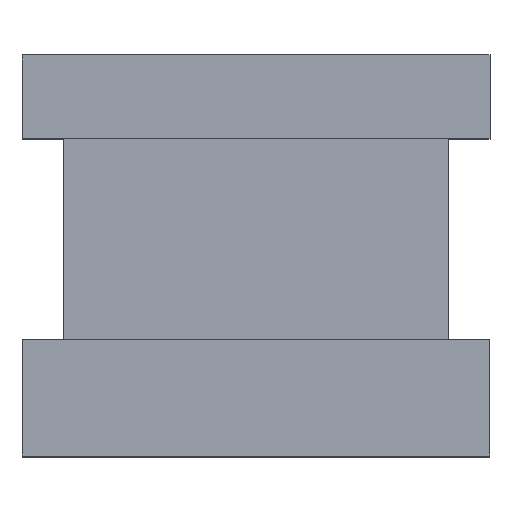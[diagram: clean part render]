
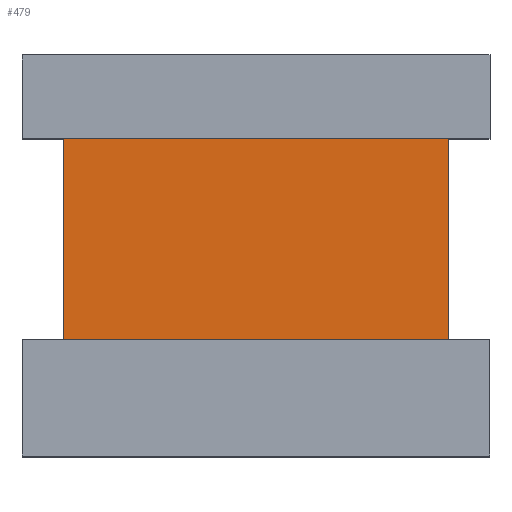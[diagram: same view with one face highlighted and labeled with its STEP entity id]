
A CAD part, top view. The second image highlights one B-rep face of the part: STEP entity #479.
In plain terms, the highlighted planar face has unit normal (0, 0, 1).
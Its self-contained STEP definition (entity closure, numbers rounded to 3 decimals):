
#58 = VERTEX_POINT ( 'NONE', #231 ) ;
#97 = ORIENTED_EDGE ( 'NONE', *, *, #475, .T. ) ;
#99 = ORIENTED_EDGE ( 'NONE', *, *, #424, .T. ) ;
#100 = ORIENTED_EDGE ( 'NONE', *, *, #411, .T. ) ;
#102 = ORIENTED_EDGE ( 'NONE', *, *, #470, .F. ) ;
#136 = EDGE_LOOP ( 'NONE', ( #97, #100, #99, #102 ) ) ;
#231 = CARTESIAN_POINT ( 'NONE',  ( -1.15, 1.85, 1.15 ) ) ;
#296 = VECTOR ( 'NONE', #722, 1000. ) ;
#305 = VECTOR ( 'NONE', #569, 1000. ) ;
#339 = VECTOR ( 'NONE', #526, 1000. ) ;
#345 = VECTOR ( 'NONE', #515, 1000. ) ;
#350 = AXIS2_PLACEMENT_3D ( 'NONE', #633, #634, #651 ) ;
#411 = EDGE_CURVE ( 'NONE', #874, #58, #811, .T. ) ;
#424 = EDGE_CURVE ( 'NONE', #58, #866, #831, .T. ) ;
#470 = EDGE_CURVE ( 'NONE', #870, #866, #854, .T. ) ;
#475 = EDGE_CURVE ( 'NONE', #870, #874, #846, .T. ) ;
#479 = ADVANCED_FACE ( 'NONE', ( #855 ), #596, .F. ) ;
#514 = CARTESIAN_POINT ( 'NONE',  ( 1.15, 1.85, 1.15 ) ) ;
#515 = DIRECTION ( 'NONE',  ( 0., 1., 0. ) ) ;
#524 = CARTESIAN_POINT ( 'NONE',  ( -1.15, 0.65, 1.15 ) ) ;
#526 = DIRECTION ( 'NONE',  ( -1., 0., 0. ) ) ;
#569 = DIRECTION ( 'NONE',  ( 0., -1., 0. ) ) ;
#596 = PLANE ( 'NONE',  #350 ) ;
#606 = CARTESIAN_POINT ( 'NONE',  ( 1.15, 0.65, 1.15 ) ) ;
#616 = CARTESIAN_POINT ( 'NONE',  ( -1.15, 0.65, 1.15 ) ) ;
#624 = CARTESIAN_POINT ( 'NONE',  ( 1.15, 1.85, 1.15 ) ) ;
#633 = CARTESIAN_POINT ( 'NONE',  ( -1.15, 1.85, 1.15 ) ) ;
#634 = DIRECTION ( 'NONE',  ( 0., 0., -1. ) ) ;
#651 = DIRECTION ( 'NONE',  ( -1., 0., 0. ) ) ;
#701 = CARTESIAN_POINT ( 'NONE',  ( 1.4, 1.85, 1.15 ) ) ;
#722 = DIRECTION ( 'NONE',  ( -1., 0., 0. ) ) ;
#759 = CARTESIAN_POINT ( 'NONE',  ( -1.15, 1.85, 1.15 ) ) ;
#811 = LINE ( 'NONE', #701, #296 ) ;
#831 = LINE ( 'NONE', #759, #305 ) ;
#846 = LINE ( 'NONE', #514, #345 ) ;
#854 = LINE ( 'NONE', #524, #339 ) ;
#855 = FACE_OUTER_BOUND ( 'NONE', #136, .T. ) ;
#866 = VERTEX_POINT ( 'NONE', #616 ) ;
#870 = VERTEX_POINT ( 'NONE', #606 ) ;
#874 = VERTEX_POINT ( 'NONE', #624 ) ;
